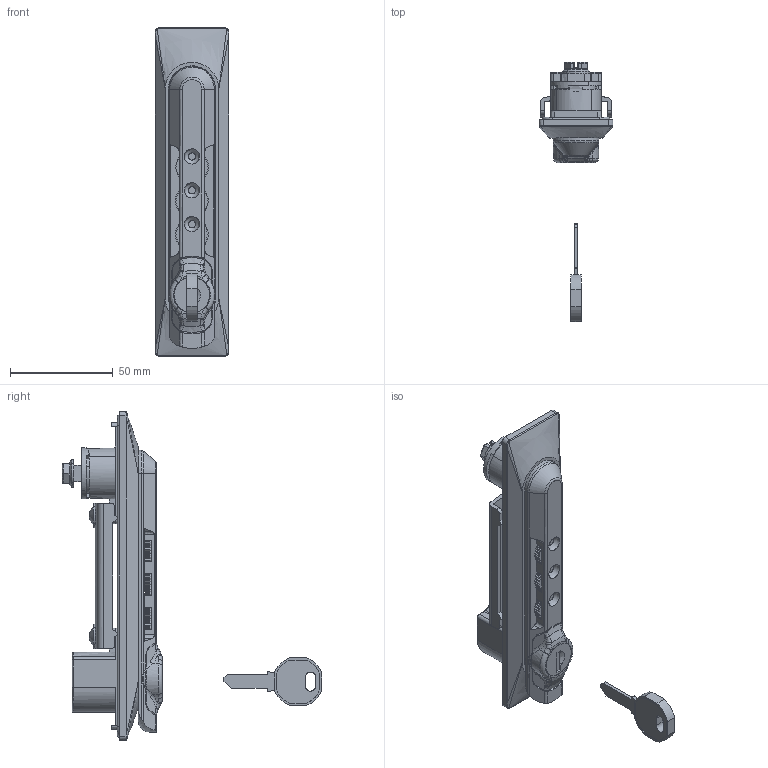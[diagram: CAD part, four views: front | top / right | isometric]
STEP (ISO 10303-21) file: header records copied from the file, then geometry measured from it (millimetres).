
FILE_DESCRIPTION((''),'2;1');
FILE_NAME('','2006-11-09T14:31:32',(''),(''),'','CADfix','');
FILE_SCHEMA(('AUTOMOTIVE_DESIGN'));
Length unit declared in the file: millimetre
Products named in the file (8): screw; dial; knob; key; handle; bracket; body; TEA_1155_U1_24959_36
Assembly tree (10 placements, depth 2):
  TEA_1155_U1_24959_36
    screw  x2
    dial  x3
    knob
    key
    handle
    bracket
    body
Bounding box: 36 x 126.38 x 160 mm (x, y, z)
Volume: 90383.3 mm3; surface area: 51652.2 mm2
Topology: 10 solids, 10 shells, 894 faces, 2575 edges, 1728 vertices
Faces by surface type: bspline 894
Entity records: 27838 total; most frequent: CARTESIAN_POINT 16516, ORIENTED_EDGE 3734, EDGE_CURVE 1867, VERTEX_POINT 1252, QUASI_UNIFORM_CURVE 1016, B_SPLINE_CURVE_WITH_KNOTS 807, EDGE_LOOP 699, FACE_OUTER_BOUND 653
